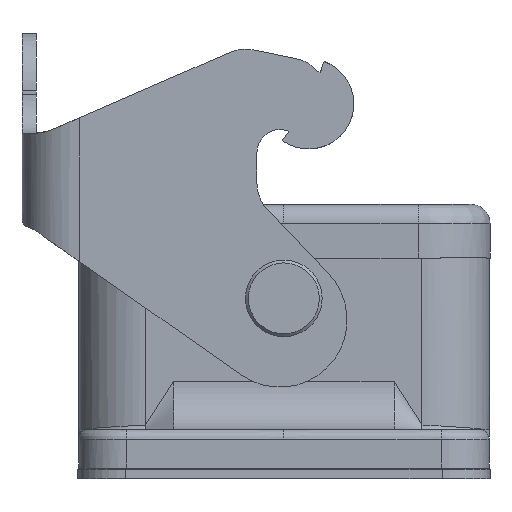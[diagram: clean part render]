
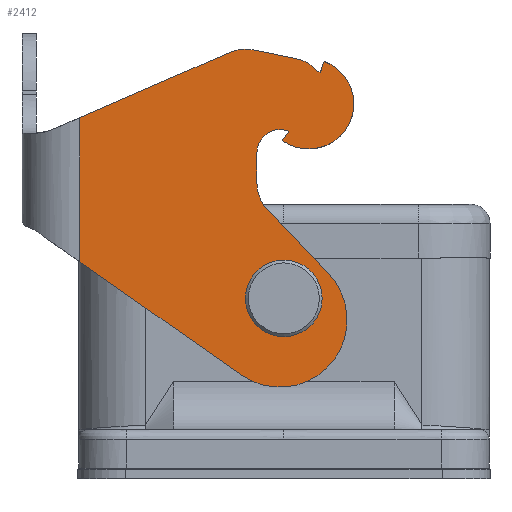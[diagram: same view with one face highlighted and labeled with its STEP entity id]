
A CAD part, left-side view. The second image highlights one B-rep face of the part: STEP entity #2412.
In plain terms, the highlighted planar face has unit normal (-1, 0, 0).
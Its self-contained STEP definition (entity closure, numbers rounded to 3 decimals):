
#190=(
BOUNDED_CURVE()
B_SPLINE_CURVE(2,(#12844,#12845,#12846),.UNSPECIFIED.,.F.,.F.)
B_SPLINE_CURVE_WITH_KNOTS((3,3),(0.,1.),.UNSPECIFIED.)
CURVE()
GEOMETRIC_REPRESENTATION_ITEM()
RATIONAL_B_SPLINE_CURVE((1.,1.,1.))
REPRESENTATION_ITEM('')
);
#359=PLANE('',#9533);
#594=FACE_BOUND('',#3404,.T.);
#595=FACE_BOUND('',#3405,.T.);
#802=LINE('',#12815,#1533);
#803=LINE('',#12818,#1534);
#804=LINE('',#12822,#1535);
#805=LINE('',#12826,#1536);
#806=LINE('',#12832,#1537);
#807=LINE('',#12842,#1538);
#808=LINE('',#12852,#1539);
#809=LINE('',#12856,#1540);
#1533=VECTOR('',#10303,1.);
#1534=VECTOR('',#10304,1.);
#1535=VECTOR('',#10307,1.);
#1536=VECTOR('',#10310,1.);
#1537=VECTOR('',#10315,1.);
#1538=VECTOR('',#10324,1.);
#1539=VECTOR('',#10329,1.);
#1540=VECTOR('',#10332,1.);
#2412=ADVANCED_FACE('',(#594,#595),#359,.T.);
#3404=EDGE_LOOP('',(#4222,#4223,#4224,#4225,#4226,#4227,#4228,#4229,#4230,
#4231,#4232,#4233,#4234,#4235,#4236,#4237,#4238,#4239,#4240,#4241));
#3405=EDGE_LOOP('',(#4242));
#4222=ORIENTED_EDGE('',*,*,#7852,.T.);
#4223=ORIENTED_EDGE('',*,*,#7853,.T.);
#4224=ORIENTED_EDGE('',*,*,#7854,.T.);
#4225=ORIENTED_EDGE('',*,*,#7855,.T.);
#4226=ORIENTED_EDGE('',*,*,#7856,.T.);
#4227=ORIENTED_EDGE('',*,*,#7857,.T.);
#4228=ORIENTED_EDGE('',*,*,#7858,.T.);
#4229=ORIENTED_EDGE('',*,*,#7859,.T.);
#4230=ORIENTED_EDGE('',*,*,#7860,.T.);
#4231=ORIENTED_EDGE('',*,*,#7861,.T.);
#4232=ORIENTED_EDGE('',*,*,#7862,.T.);
#4233=ORIENTED_EDGE('',*,*,#7863,.T.);
#4234=ORIENTED_EDGE('',*,*,#7864,.T.);
#4235=ORIENTED_EDGE('',*,*,#7865,.T.);
#4236=ORIENTED_EDGE('',*,*,#7866,.T.);
#4237=ORIENTED_EDGE('',*,*,#7867,.T.);
#4238=ORIENTED_EDGE('',*,*,#7868,.T.);
#4239=ORIENTED_EDGE('',*,*,#7869,.T.);
#4240=ORIENTED_EDGE('',*,*,#7870,.T.);
#4241=ORIENTED_EDGE('',*,*,#7871,.T.);
#4242=ORIENTED_EDGE('',*,*,#7872,.T.);
#6935=VERTEX_POINT('',#12816);
#6936=VERTEX_POINT('',#12817);
#6937=VERTEX_POINT('',#12819);
#6938=VERTEX_POINT('',#12821);
#6939=VERTEX_POINT('',#12823);
#6940=VERTEX_POINT('',#12825);
#6941=VERTEX_POINT('',#12827);
#6942=VERTEX_POINT('',#12829);
#6943=VERTEX_POINT('',#12831);
#6944=VERTEX_POINT('',#12833);
#6945=VERTEX_POINT('',#12835);
#6946=VERTEX_POINT('',#12837);
#6947=VERTEX_POINT('',#12839);
#6948=VERTEX_POINT('',#12841);
#6949=VERTEX_POINT('',#12843);
#6950=VERTEX_POINT('',#12847);
#6951=VERTEX_POINT('',#12849);
#6952=VERTEX_POINT('',#12851);
#6953=VERTEX_POINT('',#12853);
#6954=VERTEX_POINT('',#12855);
#6955=VERTEX_POINT('',#12858);
#7852=EDGE_CURVE('',#6935,#6936,#802,.T.);
#7853=EDGE_CURVE('',#6936,#6937,#803,.T.);
#7854=EDGE_CURVE('',#6937,#6938,#9181,.T.);
#7855=EDGE_CURVE('',#6938,#6939,#804,.T.);
#7856=EDGE_CURVE('',#6939,#6940,#9182,.T.);
#7857=EDGE_CURVE('',#6940,#6941,#805,.T.);
#7858=EDGE_CURVE('',#6941,#6942,#9183,.T.);
#7859=EDGE_CURVE('',#6942,#6943,#9184,.T.);
#7860=EDGE_CURVE('',#6943,#6944,#806,.T.);
#7861=EDGE_CURVE('',#6944,#6945,#9185,.T.);
#7862=EDGE_CURVE('',#6945,#6946,#9186,.T.);
#7863=EDGE_CURVE('',#6946,#6947,#9187,.T.);
#7864=EDGE_CURVE('',#6947,#6948,#9188,.T.);
#7865=EDGE_CURVE('',#6948,#6949,#807,.T.);
#7866=EDGE_CURVE('',#6949,#6950,#190,.T.);
#7867=EDGE_CURVE('',#6950,#6951,#9189,.T.);
#7868=EDGE_CURVE('',#6951,#6952,#9190,.T.);
#7869=EDGE_CURVE('',#6952,#6953,#808,.T.);
#7870=EDGE_CURVE('',#6953,#6954,#9191,.T.);
#7871=EDGE_CURVE('',#6954,#6935,#809,.T.);
#7872=EDGE_CURVE('',#6955,#6955,#9192,.T.);
#9181=CIRCLE('',#9521,7.);
#9182=CIRCLE('',#9522,4.);
#9183=CIRCLE('',#9523,2.4);
#9184=CIRCLE('',#9524,2.4);
#9185=CIRCLE('',#9525,4.7);
#9186=CIRCLE('',#9526,4.7);
#9187=CIRCLE('',#9527,4.7);
#9188=CIRCLE('',#9528,4.7);
#9189=CIRCLE('',#9529,1.);
#9190=CIRCLE('',#9530,3.);
#9191=CIRCLE('',#9531,4.);
#9192=CIRCLE('',#9532,4.);
#9521=AXIS2_PLACEMENT_3D('',#12820,#10305,#10306);
#9522=AXIS2_PLACEMENT_3D('',#12824,#10308,#10309);
#9523=AXIS2_PLACEMENT_3D('',#12828,#10311,#10312);
#9524=AXIS2_PLACEMENT_3D('',#12830,#10313,#10314);
#9525=AXIS2_PLACEMENT_3D('',#12834,#10316,#10317);
#9526=AXIS2_PLACEMENT_3D('',#12836,#10318,#10319);
#9527=AXIS2_PLACEMENT_3D('',#12838,#10320,#10321);
#9528=AXIS2_PLACEMENT_3D('',#12840,#10322,#10323);
#9529=AXIS2_PLACEMENT_3D('',#12848,#10325,#10326);
#9530=AXIS2_PLACEMENT_3D('',#12850,#10327,#10328);
#9531=AXIS2_PLACEMENT_3D('',#12854,#10330,#10331);
#9532=AXIS2_PLACEMENT_3D('',#12857,#10333,#10334);
#9533=AXIS2_PLACEMENT_3D('',#12859,#10335,#10336);
#10303=DIRECTION('',(0.,0.,-1.));
#10304=DIRECTION('',(0.,-0.819,-0.574));
#10305=DIRECTION('',(-1.,0.,0.));
#10306=DIRECTION('',(0.,0.574,-0.819));
#10307=DIRECTION('',(0.,0.69,0.724));
#10308=DIRECTION('',(1.,0.,0.));
#10309=DIRECTION('',(0.,0.724,-0.69));
#10310=DIRECTION('',(0.,0.,1.));
#10311=DIRECTION('',(1.,0.,0.));
#10312=DIRECTION('',(0.,1.,0.));
#10313=DIRECTION('',(1.,0.,0.));
#10314=DIRECTION('',(0.,0.321,0.947));
#10315=DIRECTION('',(0.,0.588,-0.809));
#10316=DIRECTION('',(-1.,0.,0.));
#10317=DIRECTION('',(0.,0.588,-0.809));
#10318=DIRECTION('',(-1.,0.,0.));
#10319=DIRECTION('',(0.,0.399,-0.917));
#10320=DIRECTION('',(-1.,0.,0.));
#10321=DIRECTION('',(0.,0.136,-0.991));
#10322=DIRECTION('',(-1.,0.,0.));
#10323=DIRECTION('',(0.,-0.076,-0.997));
#10324=DIRECTION('',(0.,0.342,-0.94));
#10325=DIRECTION('',(1.,0.,0.));
#10326=DIRECTION('',(0.,0.304,-0.953));
#10327=DIRECTION('',(-1.,0.,0.));
#10328=DIRECTION('',(0.,-0.767,0.642));
#10329=DIRECTION('',(0.,0.979,0.204));
#10330=DIRECTION('',(-1.,0.,0.));
#10331=DIRECTION('',(0.,-0.204,0.979));
#10332=DIRECTION('',(0.,0.917,-0.399));
#10333=DIRECTION('',(1.,0.,0.));
#10334=DIRECTION('',(0.,0.,1.));
#10335=DIRECTION('',(-1.,0.,0.));
#10336=DIRECTION('',(0.,-1.,0.));
#12815=CARTESIAN_POINT('',(-34.2,21.3,36.631));
#12816=CARTESIAN_POINT('',(-34.2,21.3,36.631));
#12817=CARTESIAN_POINT('',(-34.2,21.3,21.631));
#12818=CARTESIAN_POINT('',(-34.2,21.3,21.631));
#12819=CARTESIAN_POINT('',(-34.2,4.416,9.802));
#12820=CARTESIAN_POINT('',(-34.2,0.399,15.535));
#12821=CARTESIAN_POINT('',(-34.2,-4.668,20.364));
#12822=CARTESIAN_POINT('',(-34.2,-4.668,20.364));
#12823=CARTESIAN_POINT('',(-34.2,1.695,27.04));
#12824=CARTESIAN_POINT('',(-34.2,-1.201,29.8));
#12825=CARTESIAN_POINT('',(-34.2,2.799,29.8));
#12826=CARTESIAN_POINT('',(-34.2,2.799,29.8));
#12827=CARTESIAN_POINT('',(-34.2,2.799,33.));
#12828=CARTESIAN_POINT('',(-34.2,0.399,33.));
#12829=CARTESIAN_POINT('',(-34.2,1.169,35.273));
#12830=CARTESIAN_POINT('',(-34.2,0.399,33.));
#12831=CARTESIAN_POINT('',(-34.2,-0.52,35.217));
#12832=CARTESIAN_POINT('',(-34.2,-0.52,35.217));
#12833=CARTESIAN_POINT('',(-34.2,0.162,34.278));
#12834=CARTESIAN_POINT('',(-34.2,-2.601,38.08));
#12835=CARTESIAN_POINT('',(-34.2,-0.724,33.771));
#12836=CARTESIAN_POINT('',(-34.2,-2.601,38.08));
#12837=CARTESIAN_POINT('',(-34.2,-1.963,33.424));
#12838=CARTESIAN_POINT('',(-34.2,-2.601,38.08));
#12839=CARTESIAN_POINT('',(-34.2,-2.957,33.394));
#12840=CARTESIAN_POINT('',(-34.2,-2.601,38.08));
#12841=CARTESIAN_POINT('',(-34.2,-4.208,42.497));
#12842=CARTESIAN_POINT('',(-34.2,-4.208,42.497));
#12843=CARTESIAN_POINT('',(-34.2,-3.798,41.369));
#12844=CARTESIAN_POINT('',(-34.2,-3.798,41.369));
#12845=CARTESIAN_POINT('',(-34.2,-3.731,41.394));
#12846=CARTESIAN_POINT('',(-34.2,-3.663,41.415));
#12847=CARTESIAN_POINT('',(-34.2,-3.663,41.415));
#12848=CARTESIAN_POINT('',(-34.2,-3.967,42.368));
#12849=CARTESIAN_POINT('',(-34.2,-3.2,41.726));
#12850=CARTESIAN_POINT('',(-34.2,-0.9,39.8));
#12851=CARTESIAN_POINT('',(-34.2,-1.512,42.737));
#12852=CARTESIAN_POINT('',(-34.2,-1.512,42.737));
#12853=CARTESIAN_POINT('',(-34.2,3.184,43.716));
#12854=CARTESIAN_POINT('',(-34.2,4.,39.8));
#12855=CARTESIAN_POINT('',(-34.2,5.597,43.468));
#12856=CARTESIAN_POINT('',(-34.2,5.597,43.468));
#12857=CARTESIAN_POINT('',(-34.2,0.,17.8));
#12858=CARTESIAN_POINT('',(-34.2,0.,21.8));
#12859=CARTESIAN_POINT('',(-34.2,21.987,7.653));
